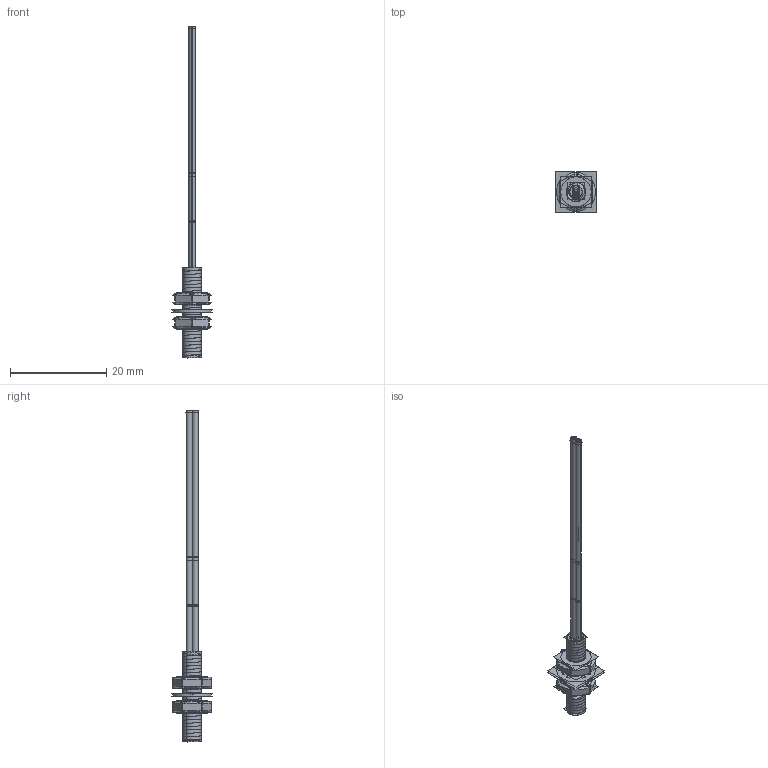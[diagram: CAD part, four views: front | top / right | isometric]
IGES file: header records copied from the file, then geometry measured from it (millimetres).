
Start section:  PTC IGES file: 161917.igs
Global section: file name: 161917.igs; native system: Creo Parametric by Parametric Technology Corporation; preprocessor: 2013230; author: pdmadmin; organization: Unknown; date: 20160201.145100; units: millimetre
Bounding box: 8.32 x 8.32 x 69.03 mm (x, y, z)
Volume: 431.7 mm3; surface area: 19882.6 mm2
Topology: 17 solids, 29 shells, 544 faces, 2990 edges, 3975 vertices
Faces by surface type: revolution 332, bspline 212
